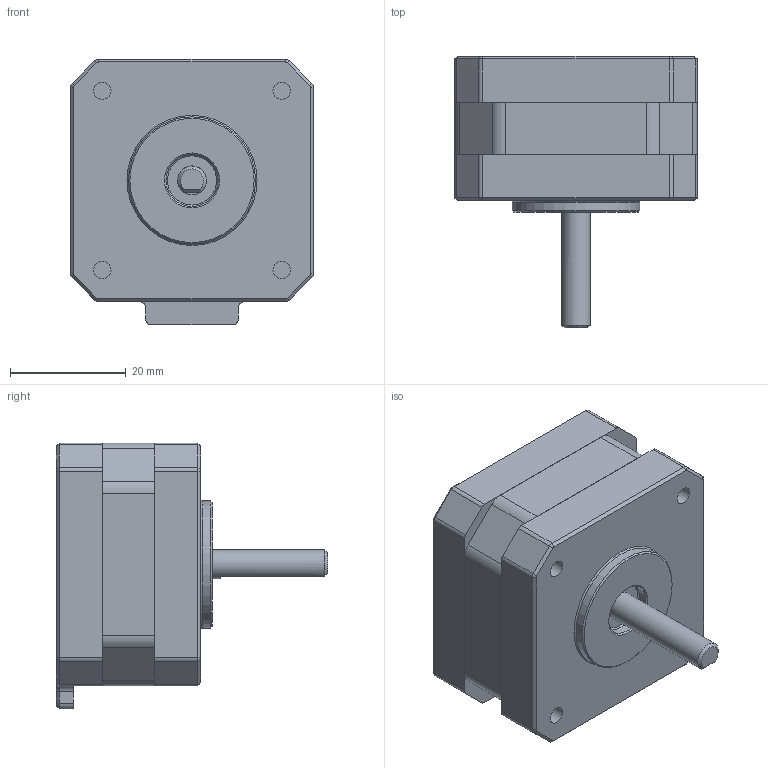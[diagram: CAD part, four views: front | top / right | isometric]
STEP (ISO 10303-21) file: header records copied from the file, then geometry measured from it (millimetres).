
FILE_DESCRIPTION(/* description */ (''),/* implementation_level */ '2;1');
FILE_NAME(/* name */ 'Nema17_pancake.step',/* time_stamp */ '2022-05-21T12:30:38+02:00',/* author */ (''),/* organization */ (''),/* preprocessor_version */ 'ST-DEVELOPER v18.1',/* originating_system */ 'Autodesk Translation Framework v10.14.0.1471',/* authorisation */ '');
FILE_SCHEMA (('AUTOMOTIVE_DESIGN { 1 0 10303 214 3 1 1 }'));
Length unit declared in the file: millimetre
Products named in the file (1): Nema17_pancake
Bounding box: 42 x 47 x 46 mm (x, y, z)
Volume: 42738.2 mm3; surface area: 15896.6 mm2
Topology: 4 solids, 4 shells, 145 faces, 325 edges, 199 vertices
Faces by surface type: plane 70, cylinder 43, cone 32
Full cylindrical faces by diameter (mm): 3 x4, 5 x8, 9 x2, 22 x1
Entity records: 4060 total; most frequent: DIRECTION 735, CARTESIAN_POINT 676, ORIENTED_EDGE 650, EDGE_CURVE 325, AXIS2_PLACEMENT_3D 266, LINE 203, VECTOR 203, VERTEX_POINT 199
